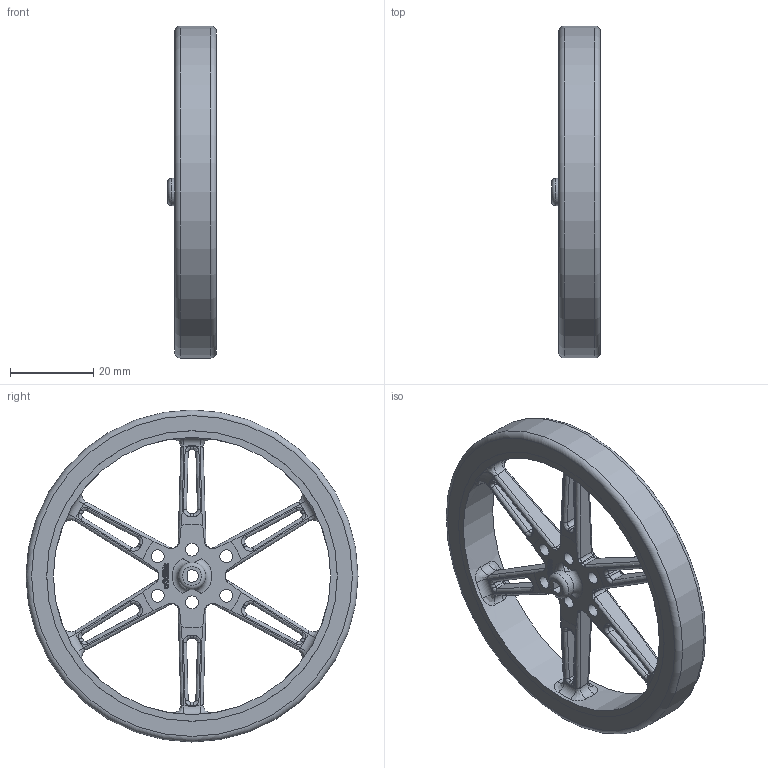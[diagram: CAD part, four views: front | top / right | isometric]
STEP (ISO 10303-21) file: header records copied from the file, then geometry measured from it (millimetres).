
FILE_DESCRIPTION (( 'STEP AP214' ), '1' );
FILE_NAME ('pololu-wheel-80×10mm-yellow.step', '2017-06-01T22:32:12', ( '' ), ( '' ), 'SwSTEP 2.0', 'SolidWorks 2016', '' );
FILE_SCHEMA (( 'AUTOMOTIVE_DESIGN' ));
Length unit declared in the file: millimetre
Products named in the file (1): pololu-wheel-80×10mm-yellow
Bounding box: 11.75 x 80 x 80 mm (x, y, z)
Volume: 19220.1 mm3; surface area: 11409.7 mm2
Topology: 1 solids, 1 shells, 546 faces, 1407 edges, 883 vertices
Faces by surface type: bspline 197, plane 115, cone 111, cylinder 82, torus 41
Full cylindrical faces by diameter (mm): 3.099 x6, 6.6 x1, 66.8 x1, 70 x2, 70.02 x2, 80 x1
Entity records: 25026 total; most frequent: CARTESIAN_POINT 13195, ORIENTED_EDGE 2764, DIRECTION 1976, EDGE_CURVE 1382, VERTEX_POINT 874, AXIS2_PLACEMENT_3D 848, EDGE_LOOP 620, B_SPLINE_CURVE_WITH_KNOTS 604
